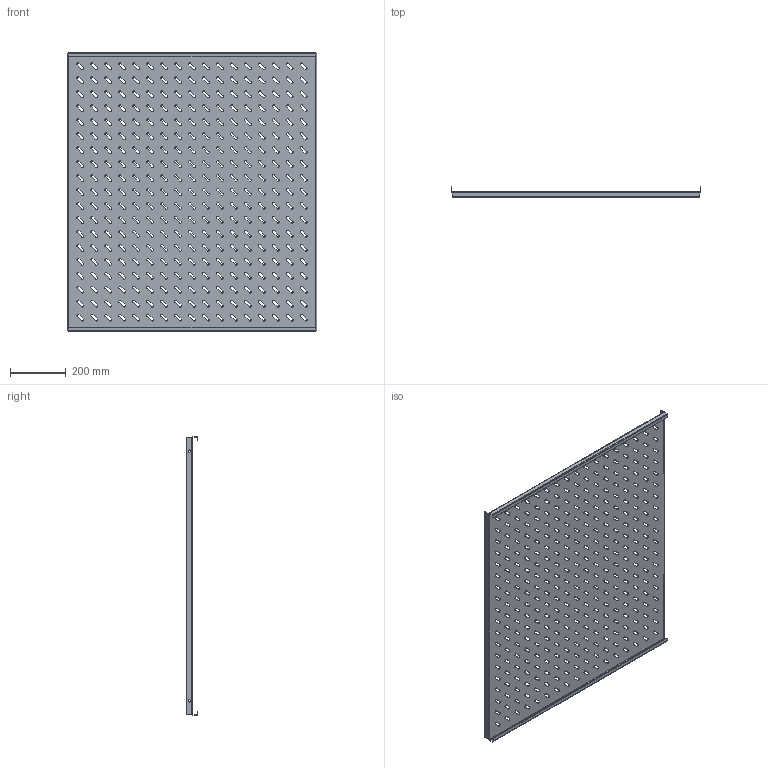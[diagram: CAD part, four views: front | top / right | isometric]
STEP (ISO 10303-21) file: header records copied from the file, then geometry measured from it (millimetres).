
FILE_DESCRIPTION (( 'STEP AP214' ), '1' );
FILE_NAME ('945.202.STEP', '2024-09-23T06:53:14', ( '' ), ( '' ), 'SwSTEP 2.0', 'SolidWorks 2021', '' );
FILE_SCHEMA (( 'AUTOMOTIVE_DESIGN' ));
Length unit declared in the file: millimetre
Products named in the file (1): 945.202
Bounding box: 892 x 41 x 997 mm (x, y, z)
Volume: 1354999.4 mm3; surface area: 1847009.2 mm2
Topology: 1 solids, 1 shells, 1683 faces, 5015 edges, 3334 vertices
Faces by surface type: cylinder 997, plane 686
Entity records: 58581 total; most frequent: DIRECTION 10377, CARTESIAN_POINT 10033, ORIENTED_EDGE 10030, EDGE_CURVE 5015, AXIS2_PLACEMENT_3D 3678, VERTEX_POINT 3334, VECTOR 3021, LINE 3021
